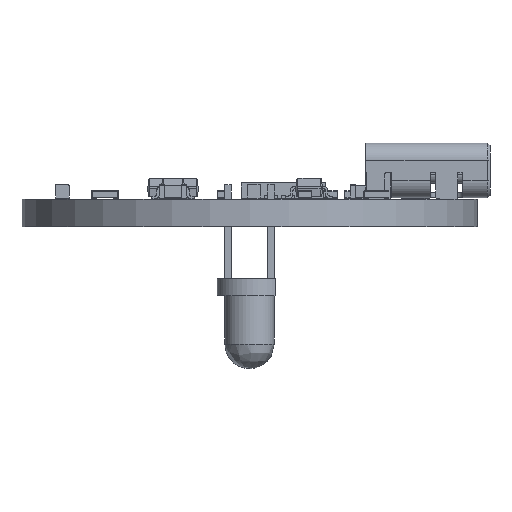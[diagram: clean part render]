
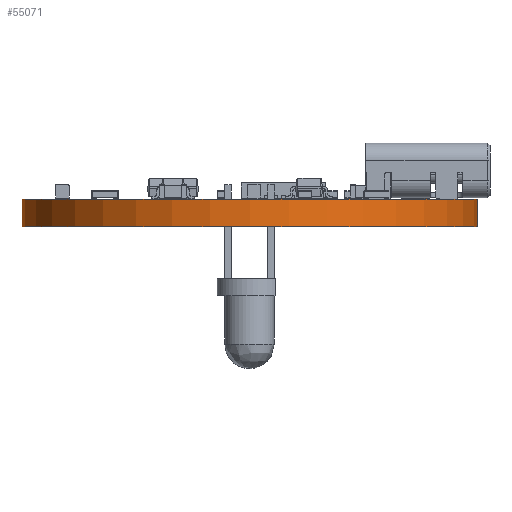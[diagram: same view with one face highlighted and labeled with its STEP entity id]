
A CAD part, left-side view. The second image highlights one B-rep face of the part: STEP entity #55071.
In plain terms, the highlighted cylindrical face has radius 13.375 mm (diameter 26.75 mm), a full revolution.
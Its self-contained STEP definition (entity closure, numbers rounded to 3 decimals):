
#55071 = ADVANCED_FACE('',(#55072),#55086,.T.);
#55072 = FACE_BOUND('',#55073,.F.);
#55073 = EDGE_LOOP('',(#55074,#55104,#55131,#55132));
#55074 = ORIENTED_EDGE('',*,*,#55075,.T.);
#55075 = EDGE_CURVE('',#55076,#55078,#55080,.T.);
#55076 = VERTEX_POINT('',#55077);
#55077 = CARTESIAN_POINT('',(13.375,0.,0.));
#55078 = VERTEX_POINT('',#55079);
#55079 = CARTESIAN_POINT('',(13.375,0.,1.6));
#55080 = SEAM_CURVE('',#55081,(#55085,#55097),.PCURVE_S1.);
#55081 = LINE('',#55082,#55083);
#55082 = CARTESIAN_POINT('',(13.375,0.,0.));
#55083 = VECTOR('',#55084,1.);
#55084 = DIRECTION('',(0.,0.,1.));
#55085 = PCURVE('',#55086,#55091);
#55086 = CYLINDRICAL_SURFACE('',#55087,13.375);
#55087 = AXIS2_PLACEMENT_3D('',#55088,#55089,#55090);
#55088 = CARTESIAN_POINT('',(0.,-0.,0.));
#55089 = DIRECTION('',(-0.,-0.,-1.));
#55090 = DIRECTION('',(1.,0.,-0.));
#55091 = DEFINITIONAL_REPRESENTATION('',(#55092),#55096);
#55092 = LINE('',#55093,#55094);
#55093 = CARTESIAN_POINT('',(-0.,0.));
#55094 = VECTOR('',#55095,1.);
#55095 = DIRECTION('',(-0.,-1.));
#55096 = ( GEOMETRIC_REPRESENTATION_CONTEXT(2) 
PARAMETRIC_REPRESENTATION_CONTEXT() REPRESENTATION_CONTEXT('2D SPACE',''
  ) );
#55097 = PCURVE('',#55086,#55098);
#55098 = DEFINITIONAL_REPRESENTATION('',(#55099),#55103);
#55099 = LINE('',#55100,#55101);
#55100 = CARTESIAN_POINT('',(-6.283,0.));
#55101 = VECTOR('',#55102,1.);
#55102 = DIRECTION('',(-0.,-1.));
#55103 = ( GEOMETRIC_REPRESENTATION_CONTEXT(2) 
PARAMETRIC_REPRESENTATION_CONTEXT() REPRESENTATION_CONTEXT('2D SPACE',''
  ) );
#55104 = ORIENTED_EDGE('',*,*,#55105,.T.);
#55105 = EDGE_CURVE('',#55078,#55078,#55106,.T.);
#55106 = SURFACE_CURVE('',#55107,(#55112,#55119),.PCURVE_S1.);
#55107 = CIRCLE('',#55108,13.375);
#55108 = AXIS2_PLACEMENT_3D('',#55109,#55110,#55111);
#55109 = CARTESIAN_POINT('',(0.,0.,1.6));
#55110 = DIRECTION('',(0.,0.,1.));
#55111 = DIRECTION('',(1.,0.,-0.));
#55112 = PCURVE('',#55086,#55113);
#55113 = DEFINITIONAL_REPRESENTATION('',(#55114),#55118);
#55114 = LINE('',#55115,#55116);
#55115 = CARTESIAN_POINT('',(-0.,-1.6));
#55116 = VECTOR('',#55117,1.);
#55117 = DIRECTION('',(-1.,0.));
#55118 = ( GEOMETRIC_REPRESENTATION_CONTEXT(2) 
PARAMETRIC_REPRESENTATION_CONTEXT() REPRESENTATION_CONTEXT('2D SPACE',''
  ) );
#55119 = PCURVE('',#55120,#55125);
#55120 = PLANE('',#55121);
#55121 = AXIS2_PLACEMENT_3D('',#55122,#55123,#55124);
#55122 = CARTESIAN_POINT('',(0.,0.,1.6)
  );
#55123 = DIRECTION('',(0.,0.,1.));
#55124 = DIRECTION('',(1.,0.,-0.));
#55125 = DEFINITIONAL_REPRESENTATION('',(#55126),#55130);
#55126 = CIRCLE('',#55127,13.375);
#55127 = AXIS2_PLACEMENT_2D('',#55128,#55129);
#55128 = CARTESIAN_POINT('',(0.,0.));
#55129 = DIRECTION('',(1.,0.));
#55130 = ( GEOMETRIC_REPRESENTATION_CONTEXT(2) 
PARAMETRIC_REPRESENTATION_CONTEXT() REPRESENTATION_CONTEXT('2D SPACE',''
  ) );
#55131 = ORIENTED_EDGE('',*,*,#55075,.F.);
#55132 = ORIENTED_EDGE('',*,*,#55133,.F.);
#55133 = EDGE_CURVE('',#55076,#55076,#55134,.T.);
#55134 = SURFACE_CURVE('',#55135,(#55140,#55147),.PCURVE_S1.);
#55135 = CIRCLE('',#55136,13.375);
#55136 = AXIS2_PLACEMENT_3D('',#55137,#55138,#55139);
#55137 = CARTESIAN_POINT('',(0.,-0.,0.));
#55138 = DIRECTION('',(0.,0.,1.));
#55139 = DIRECTION('',(1.,0.,-0.));
#55140 = PCURVE('',#55086,#55141);
#55141 = DEFINITIONAL_REPRESENTATION('',(#55142),#55146);
#55142 = LINE('',#55143,#55144);
#55143 = CARTESIAN_POINT('',(-0.,0.));
#55144 = VECTOR('',#55145,1.);
#55145 = DIRECTION('',(-1.,0.));
#55146 = ( GEOMETRIC_REPRESENTATION_CONTEXT(2) 
PARAMETRIC_REPRESENTATION_CONTEXT() REPRESENTATION_CONTEXT('2D SPACE',''
  ) );
#55147 = PCURVE('',#55148,#55153);
#55148 = PLANE('',#55149);
#55149 = AXIS2_PLACEMENT_3D('',#55150,#55151,#55152);
#55150 = CARTESIAN_POINT('',(0.,0.,0.)
  );
#55151 = DIRECTION('',(0.,0.,1.));
#55152 = DIRECTION('',(1.,0.,-0.));
#55153 = DEFINITIONAL_REPRESENTATION('',(#55154),#55158);
#55154 = CIRCLE('',#55155,13.375);
#55155 = AXIS2_PLACEMENT_2D('',#55156,#55157);
#55156 = CARTESIAN_POINT('',(0.,0.));
#55157 = DIRECTION('',(1.,0.));
#55158 = ( GEOMETRIC_REPRESENTATION_CONTEXT(2) 
PARAMETRIC_REPRESENTATION_CONTEXT() REPRESENTATION_CONTEXT('2D SPACE',''
  ) );
